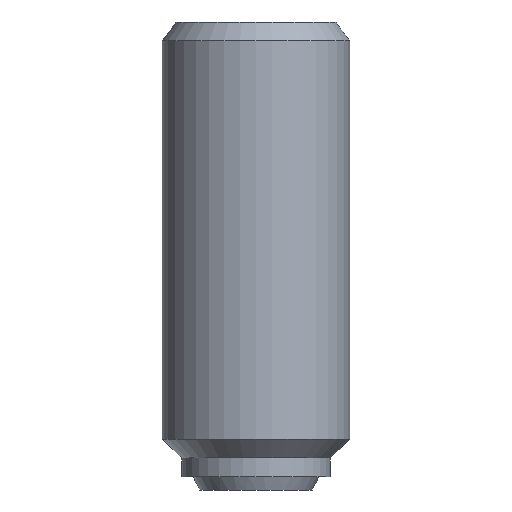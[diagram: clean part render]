
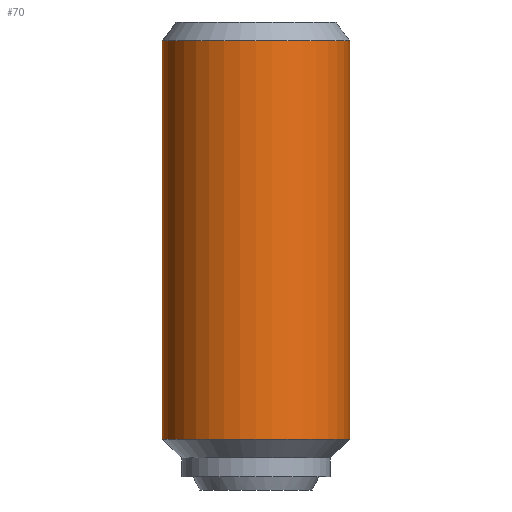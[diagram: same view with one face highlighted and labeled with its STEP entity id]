
A CAD part, front view. The second image highlights one B-rep face of the part: STEP entity #70.
In plain terms, the highlighted cylindrical face has radius 6 mm (diameter 12 mm), a partial arc.
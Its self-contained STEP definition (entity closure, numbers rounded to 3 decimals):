
#70=ADVANCED_FACE('',(#144),#145,.T.);
#144=FACE_OUTER_BOUND('',#228,.T.);
#145=CYLINDRICAL_SURFACE('',#229,6.0);
#228=EDGE_LOOP('',(#323,#324,#325,#326));
#229=AXIS2_PLACEMENT_3D('',#327,#328,#329);
#323=ORIENTED_EDGE('',*,*,#490,.F.);
#324=ORIENTED_EDGE('',*,*,#491,.T.);
#325=ORIENTED_EDGE('',*,*,#492,.F.);
#326=ORIENTED_EDGE('',*,*,#486,.F.);
#327=CARTESIAN_POINT('',(0.,0.,-13.971));
#328=DIRECTION('',(0.0,0.0,1.0));
#329=DIRECTION('',(-1.0,0.,0.0));
#486=EDGE_CURVE('',#564,#567,#568,.T.);
#490=EDGE_CURVE('',#573,#564,#574,.T.);
#491=EDGE_CURVE('',#573,#575,#576,.T.);
#492=EDGE_CURVE('',#567,#575,#577,.T.);
#564=VERTEX_POINT('',#692);
#567=VERTEX_POINT('',#696);
#568=CIRCLE('',#697,6.0);
#573=VERTEX_POINT('',#703);
#574=LINE('',#704,#705);
#575=VERTEX_POINT('',#706);
#576=CIRCLE('',#707,6.0);
#577=LINE('',#708,#709);
#692=CARTESIAN_POINT('',(-6.,0.,-1.2));
#696=CARTESIAN_POINT('',(6.,0.,-1.2));
#697=AXIS2_PLACEMENT_3D('',#832,#833,#834);
#703=CARTESIAN_POINT('',(-6.,0.,-26.741));
#704=CARTESIAN_POINT('',(-6.,0.,-13.971));
#705=VECTOR('',#839,1.0);
#706=CARTESIAN_POINT('',(6.,0.,-26.741));
#707=AXIS2_PLACEMENT_3D('',#840,#841,#842);
#708=CARTESIAN_POINT('',(6.,0.,-13.971));
#709=VECTOR('',#843,1.0);
#832=CARTESIAN_POINT('',(0.,0.,-1.2));
#833=DIRECTION('',(0.0,0.0,1.0));
#834=DIRECTION('',(-1.0,0.,0.0));
#839=DIRECTION('',(0.0,0.0,1.0));
#840=CARTESIAN_POINT('',(0.,0.,-26.741));
#841=DIRECTION('',(0.0,0.0,1.0));
#842=DIRECTION('',(-1.0,0.,0.0));
#843=DIRECTION('',(-0.0,-0.0,-1.0));
